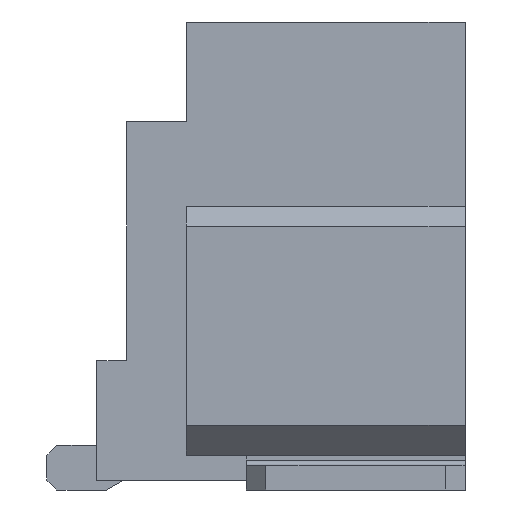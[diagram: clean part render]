
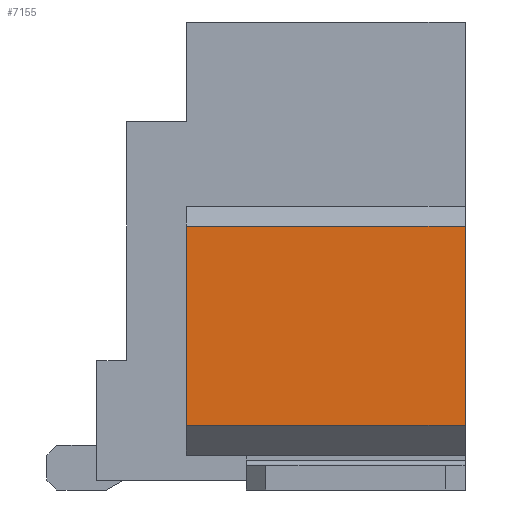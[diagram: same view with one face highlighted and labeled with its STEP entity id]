
A CAD part, left-side view. The second image highlights one B-rep face of the part: STEP entity #7155.
In plain terms, the highlighted face is planar.
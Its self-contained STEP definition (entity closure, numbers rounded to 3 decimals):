
#1212 = PLANE('',#1213);
#1213 = AXIS2_PLACEMENT_3D('',#1214,#1215,#1216);
#1214 = CARTESIAN_POINT('',(5.875,1.85,-2.3));
#1215 = DIRECTION('',(0.,1.,0.));
#1216 = DIRECTION('',(-1.,0.,0.));
#2651 = VERTEX_POINT('',#2652);
#2652 = CARTESIAN_POINT('',(7.375,1.85,-1.75));
#2666 = PLANE('',#2667);
#2667 = AXIS2_PLACEMENT_3D('',#2668,#2669,#2670);
#2668 = CARTESIAN_POINT('',(7.375,1.85,-1.75));
#2669 = DIRECTION('',(0.707,0.,-0.707));
#2670 = DIRECTION('',(-0.707,0.,-0.707));
#2678 = EDGE_CURVE('',#2679,#2651,#2681,.T.);
#2679 = VERTEX_POINT('',#2680);
#2680 = CARTESIAN_POINT('',(7.375,1.85,0.25));
#2681 = SURFACE_CURVE('',#2682,(#2686,#2693),.PCURVE_S1.);
#2682 = LINE('',#2683,#2684);
#2683 = CARTESIAN_POINT('',(7.375,1.85,0.25));
#2684 = VECTOR('',#2685,1.);
#2685 = DIRECTION('',(0.,0.,-1.));
#2686 = PCURVE('',#1212,#2687);
#2687 = DEFINITIONAL_REPRESENTATION('',(#2688),#2692);
#2688 = LINE('',#2689,#2690);
#2689 = CARTESIAN_POINT('',(-1.5,2.55));
#2690 = VECTOR('',#2691,1.);
#2691 = DIRECTION('',(0.,-1.));
#2692 = ( GEOMETRIC_REPRESENTATION_CONTEXT(2) 
PARAMETRIC_REPRESENTATION_CONTEXT() REPRESENTATION_CONTEXT('2D SPACE',''
  ) );
#2693 = PCURVE('',#2694,#2699);
#2694 = PLANE('',#2695);
#2695 = AXIS2_PLACEMENT_3D('',#2696,#2697,#2698);
#2696 = CARTESIAN_POINT('',(7.375,1.85,0.25));
#2697 = DIRECTION('',(1.,0.,0.));
#2698 = DIRECTION('',(0.,0.,-1.));
#2699 = DEFINITIONAL_REPRESENTATION('',(#2700),#2704);
#2700 = LINE('',#2701,#2702);
#2701 = CARTESIAN_POINT('',(0.,0.));
#2702 = VECTOR('',#2703,1.);
#2703 = DIRECTION('',(1.,0.));
#2704 = ( GEOMETRIC_REPRESENTATION_CONTEXT(2) 
PARAMETRIC_REPRESENTATION_CONTEXT() REPRESENTATION_CONTEXT('2D SPACE',''
  ) );
#2722 = PLANE('',#2723);
#2723 = AXIS2_PLACEMENT_3D('',#2724,#2725,#2726);
#2724 = CARTESIAN_POINT('',(6.075,1.85,0.25));
#2725 = DIRECTION('',(0.,0.,1.));
#2726 = DIRECTION('',(1.,0.,0.));
#4779 = PLANE('',#4780);
#4780 = AXIS2_PLACEMENT_3D('',#4781,#4782,#4783);
#4781 = CARTESIAN_POINT('',(5.875,-0.95,-2.3));
#4782 = DIRECTION('',(0.,1.,0.));
#4783 = DIRECTION('',(1.,0.,0.));
#7113 = VERTEX_POINT('',#7114);
#7114 = CARTESIAN_POINT('',(7.375,-0.95,-1.75));
#7135 = EDGE_CURVE('',#2651,#7113,#7136,.T.);
#7136 = SURFACE_CURVE('',#7137,(#7141,#7148),.PCURVE_S1.);
#7137 = LINE('',#7138,#7139);
#7138 = CARTESIAN_POINT('',(7.375,1.85,-1.75));
#7139 = VECTOR('',#7140,1.);
#7140 = DIRECTION('',(0.,-1.,0.));
#7141 = PCURVE('',#2666,#7142);
#7142 = DEFINITIONAL_REPRESENTATION('',(#7143),#7147);
#7143 = LINE('',#7144,#7145);
#7144 = CARTESIAN_POINT('',(0.,0.));
#7145 = VECTOR('',#7146,1.);
#7146 = DIRECTION('',(0.,-1.));
#7147 = ( GEOMETRIC_REPRESENTATION_CONTEXT(2) 
PARAMETRIC_REPRESENTATION_CONTEXT() REPRESENTATION_CONTEXT('2D SPACE',''
  ) );
#7148 = PCURVE('',#2694,#7149);
#7149 = DEFINITIONAL_REPRESENTATION('',(#7150),#7154);
#7150 = LINE('',#7151,#7152);
#7151 = CARTESIAN_POINT('',(2.,0.));
#7152 = VECTOR('',#7153,1.);
#7153 = DIRECTION('',(0.,-1.));
#7154 = ( GEOMETRIC_REPRESENTATION_CONTEXT(2) 
PARAMETRIC_REPRESENTATION_CONTEXT() REPRESENTATION_CONTEXT('2D SPACE',''
  ) );
#7155 = ADVANCED_FACE('',(#7156),#2694,.T.);
#7156 = FACE_BOUND('',#7157,.F.);
#7157 = EDGE_LOOP('',(#7158,#7159,#7160,#7183));
#7158 = ORIENTED_EDGE('',*,*,#2678,.T.);
#7159 = ORIENTED_EDGE('',*,*,#7135,.T.);
#7160 = ORIENTED_EDGE('',*,*,#7161,.F.);
#7161 = EDGE_CURVE('',#7162,#7113,#7164,.T.);
#7162 = VERTEX_POINT('',#7163);
#7163 = CARTESIAN_POINT('',(7.375,-0.95,0.25));
#7164 = SURFACE_CURVE('',#7165,(#7169,#7176),.PCURVE_S1.);
#7165 = LINE('',#7166,#7167);
#7166 = CARTESIAN_POINT('',(7.375,-0.95,0.25));
#7167 = VECTOR('',#7168,1.);
#7168 = DIRECTION('',(0.,0.,-1.));
#7169 = PCURVE('',#2694,#7170);
#7170 = DEFINITIONAL_REPRESENTATION('',(#7171),#7175);
#7171 = LINE('',#7172,#7173);
#7172 = CARTESIAN_POINT('',(0.,-2.8));
#7173 = VECTOR('',#7174,1.);
#7174 = DIRECTION('',(1.,0.));
#7175 = ( GEOMETRIC_REPRESENTATION_CONTEXT(2) 
PARAMETRIC_REPRESENTATION_CONTEXT() REPRESENTATION_CONTEXT('2D SPACE',''
  ) );
#7176 = PCURVE('',#4779,#7177);
#7177 = DEFINITIONAL_REPRESENTATION('',(#7178),#7182);
#7178 = LINE('',#7179,#7180);
#7179 = CARTESIAN_POINT('',(1.5,-2.55));
#7180 = VECTOR('',#7181,1.);
#7181 = DIRECTION('',(0.,1.));
#7182 = ( GEOMETRIC_REPRESENTATION_CONTEXT(2) 
PARAMETRIC_REPRESENTATION_CONTEXT() REPRESENTATION_CONTEXT('2D SPACE',''
  ) );
#7183 = ORIENTED_EDGE('',*,*,#7184,.F.);
#7184 = EDGE_CURVE('',#2679,#7162,#7185,.T.);
#7185 = SURFACE_CURVE('',#7186,(#7190,#7197),.PCURVE_S1.);
#7186 = LINE('',#7187,#7188);
#7187 = CARTESIAN_POINT('',(7.375,1.85,0.25));
#7188 = VECTOR('',#7189,1.);
#7189 = DIRECTION('',(0.,-1.,0.));
#7190 = PCURVE('',#2694,#7191);
#7191 = DEFINITIONAL_REPRESENTATION('',(#7192),#7196);
#7192 = LINE('',#7193,#7194);
#7193 = CARTESIAN_POINT('',(0.,0.));
#7194 = VECTOR('',#7195,1.);
#7195 = DIRECTION('',(0.,-1.));
#7196 = ( GEOMETRIC_REPRESENTATION_CONTEXT(2) 
PARAMETRIC_REPRESENTATION_CONTEXT() REPRESENTATION_CONTEXT('2D SPACE',''
  ) );
#7197 = PCURVE('',#2722,#7198);
#7198 = DEFINITIONAL_REPRESENTATION('',(#7199),#7203);
#7199 = LINE('',#7200,#7201);
#7200 = CARTESIAN_POINT('',(1.3,0.));
#7201 = VECTOR('',#7202,1.);
#7202 = DIRECTION('',(0.,-1.));
#7203 = ( GEOMETRIC_REPRESENTATION_CONTEXT(2) 
PARAMETRIC_REPRESENTATION_CONTEXT() REPRESENTATION_CONTEXT('2D SPACE',''
  ) );
